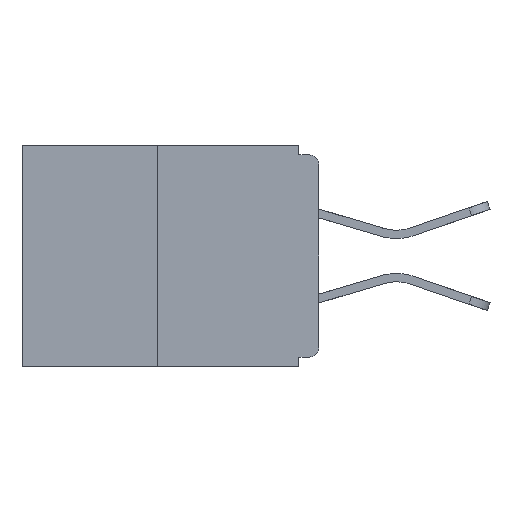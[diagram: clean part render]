
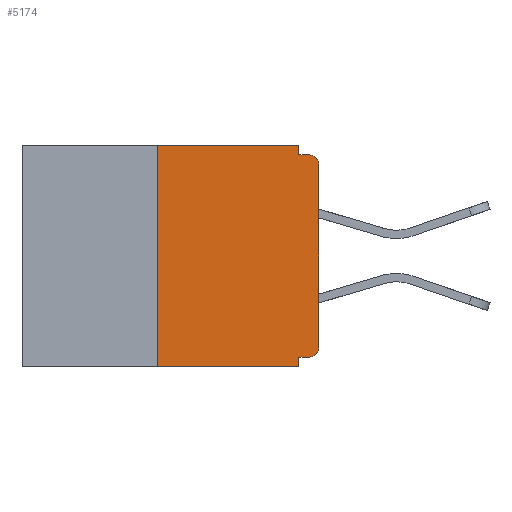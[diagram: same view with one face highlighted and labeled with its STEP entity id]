
A CAD part, left-side view. The second image highlights one B-rep face of the part: STEP entity #5174.
In plain terms, the highlighted planar face has unit normal (-1, 0, 0).
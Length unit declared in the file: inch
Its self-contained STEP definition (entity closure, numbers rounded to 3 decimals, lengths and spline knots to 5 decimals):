
#28 = CIRCLE ( 'NONE', #5776, 0.015 ) ;
#207 = CARTESIAN_POINT ( 'NONE',  ( 0., 0., -0.03 ) ) ;
#431 = EDGE_CURVE ( 'NONE', #10126, #12368, #7216, .T. ) ;
#718 = ORIENTED_EDGE ( 'NONE', *, *, #13873, .F. ) ;
#1604 = VECTOR ( 'NONE', #3616, 39.37008 ) ;
#2006 = ORIENTED_EDGE ( 'NONE', *, *, #24896, .F. ) ;
#2486 = VERTEX_POINT ( 'NONE', #23175 ) ;
#2830 = ORIENTED_EDGE ( 'NONE', *, *, #5113, .T. ) ;
#3616 = DIRECTION ( 'NONE',  ( 0., 0., 1. ) ) ;
#4910 = CARTESIAN_POINT ( 'NONE',  ( 0., 0.46, 0. ) ) ;
#5113 = EDGE_CURVE ( 'NONE', #29943, #9487, #28495, .T. ) ;
#5174 = ADVANCED_FACE ( 'NONE', ( #19926 ), #27830, .F. ) ;
#5569 = CARTESIAN_POINT ( 'NONE',  ( 0., 0.25, -0.343 ) ) ;
#5776 = AXIS2_PLACEMENT_3D ( 'NONE', #15559, #13387, #27538 ) ;
#6348 = AXIS2_PLACEMENT_3D ( 'NONE', #7971, #19422, #22139 ) ;
#7216 = CIRCLE ( 'NONE', #6348, 0.015 ) ;
#7971 = CARTESIAN_POINT ( 'NONE',  ( 0., 0.015, -0.03 ) ) ;
#8774 = CARTESIAN_POINT ( 'NONE',  ( 0., 0.031, -0.015 ) ) ;
#9035 = ORIENTED_EDGE ( 'NONE', *, *, #13153, .F. ) ;
#9106 = EDGE_CURVE ( 'NONE', #29943, #17185, #18596, .T. ) ;
#9487 = VERTEX_POINT ( 'NONE', #14415 ) ;
#9829 = VECTOR ( 'NONE', #15544, 39.37008 ) ;
#10126 = VERTEX_POINT ( 'NONE', #207 ) ;
#10185 = CARTESIAN_POINT ( 'NONE',  ( 0., 0.015, -0.015 ) ) ;
#10749 = ORIENTED_EDGE ( 'NONE', *, *, #431, .T. ) ;
#10895 = LINE ( 'NONE', #23056, #9829 ) ;
#12093 = VERTEX_POINT ( 'NONE', #20489 ) ;
#12368 = VERTEX_POINT ( 'NONE', #10185 ) ;
#12585 = CARTESIAN_POINT ( 'NONE',  ( 0., 0., -0.015 ) ) ;
#12603 = CARTESIAN_POINT ( 'NONE',  ( 0., 0.031, -0.328 ) ) ;
#12785 = CARTESIAN_POINT ( 'NONE',  ( 0., 0.25, 0. ) ) ;
#12922 = ORIENTED_EDGE ( 'NONE', *, *, #27048, .F. ) ;
#13109 = EDGE_CURVE ( 'NONE', #28339, #10126, #25372, .T. ) ;
#13152 = VERTEX_POINT ( 'NONE', #12603 ) ;
#13153 = EDGE_CURVE ( 'NONE', #2486, #21854, #27229, .T. ) ;
#13352 = CARTESIAN_POINT ( 'NONE',  ( 0., 0.46, 0. ) ) ;
#13387 = DIRECTION ( 'NONE',  ( -1., 0., 0. ) ) ;
#13500 = DIRECTION ( 'NONE',  ( 0., 0., 1. ) ) ;
#13550 = DIRECTION ( 'NONE',  ( 0., -1., 0. ) ) ;
#13612 = LINE ( 'NONE', #17259, #13956 ) ;
#13819 = ORIENTED_EDGE ( 'NONE', *, *, #18003, .F. ) ;
#13873 = EDGE_CURVE ( 'NONE', #21854, #12368, #18618, .T. ) ;
#13956 = VECTOR ( 'NONE', #22355, 39.37008 ) ;
#14138 = CARTESIAN_POINT ( 'NONE',  ( 0., 0., -0.313 ) ) ;
#14415 = CARTESIAN_POINT ( 'NONE',  ( 0., 0.031, -0.343 ) ) ;
#14823 = DIRECTION ( 'NONE',  ( 0., -1., 0. ) ) ;
#15017 = CARTESIAN_POINT ( 'NONE',  ( 0., 0.46, -0.343 ) ) ;
#15158 = DIRECTION ( 'NONE',  ( 0., 0., -1. ) ) ;
#15544 = DIRECTION ( 'NONE',  ( 0., 0., -1. ) ) ;
#15559 = CARTESIAN_POINT ( 'NONE',  ( 0., 0.015, -0.313 ) ) ;
#17185 = VERTEX_POINT ( 'NONE', #12785 ) ;
#17259 = CARTESIAN_POINT ( 'NONE',  ( 0., 0., -0.328 ) ) ;
#17485 = CARTESIAN_POINT ( 'NONE',  ( 0., 0.031, 0. ) ) ;
#17896 = VECTOR ( 'NONE', #29002, 39.37008 ) ;
#18003 = EDGE_CURVE ( 'NONE', #17185, #2486, #24737, .T. ) ;
#18596 = LINE ( 'NONE', #25192, #28662 ) ;
#18618 = LINE ( 'NONE', #12585, #17896 ) ;
#19422 = DIRECTION ( 'NONE',  ( -1., 0., 0. ) ) ;
#19748 = CARTESIAN_POINT ( 'NONE',  ( 0., 0., 0. ) ) ;
#19926 = FACE_OUTER_BOUND ( 'NONE', #21602, .T. ) ;
#20489 = CARTESIAN_POINT ( 'NONE',  ( 0., 0.015, -0.328 ) ) ;
#20687 = ORIENTED_EDGE ( 'NONE', *, *, #13109, .T. ) ;
#21372 = VECTOR ( 'NONE', #13550, 39.37008 ) ;
#21602 = EDGE_LOOP ( 'NONE', ( #13819, #22565, #2830, #12922, #2006, #24476, #20687, #10749, #718, #9035 ) ) ;
#21690 = EDGE_CURVE ( 'NONE', #12093, #28339, #28, .T. ) ;
#21721 = AXIS2_PLACEMENT_3D ( 'NONE', #4910, #26481, #23772 ) ;
#21854 = VERTEX_POINT ( 'NONE', #8774 ) ;
#22139 = DIRECTION ( 'NONE',  ( 0., 0., -1. ) ) ;
#22355 = DIRECTION ( 'NONE',  ( 0., 1., 0. ) ) ;
#22565 = ORIENTED_EDGE ( 'NONE', *, *, #9106, .F. ) ;
#23056 = CARTESIAN_POINT ( 'NONE',  ( 0., 0.031, -0.343 ) ) ;
#23175 = CARTESIAN_POINT ( 'NONE',  ( 0., 0.031, 0. ) ) ;
#23772 = DIRECTION ( 'NONE',  ( 0., 0., -1. ) ) ;
#24476 = ORIENTED_EDGE ( 'NONE', *, *, #21690, .T. ) ;
#24737 = LINE ( 'NONE', #13352, #21372 ) ;
#24896 = EDGE_CURVE ( 'NONE', #12093, #13152, #13612, .T. ) ;
#25192 = CARTESIAN_POINT ( 'NONE',  ( 0., 0.25, 0. ) ) ;
#25372 = LINE ( 'NONE', #19748, #1604 ) ;
#26481 = DIRECTION ( 'NONE',  ( 1., 0., 0. ) ) ;
#27048 = EDGE_CURVE ( 'NONE', #13152, #9487, #10895, .T. ) ;
#27229 = LINE ( 'NONE', #17485, #29799 ) ;
#27538 = DIRECTION ( 'NONE',  ( 0., 0., -1. ) ) ;
#27830 = PLANE ( 'NONE',  #21721 ) ;
#28140 = VECTOR ( 'NONE', #14823, 39.37008 ) ;
#28339 = VERTEX_POINT ( 'NONE', #14138 ) ;
#28495 = LINE ( 'NONE', #15017, #28140 ) ;
#28662 = VECTOR ( 'NONE', #13500, 39.37008 ) ;
#29002 = DIRECTION ( 'NONE',  ( 0., -1., 0. ) ) ;
#29799 = VECTOR ( 'NONE', #15158, 39.37008 ) ;
#29943 = VERTEX_POINT ( 'NONE', #5569 ) ;
